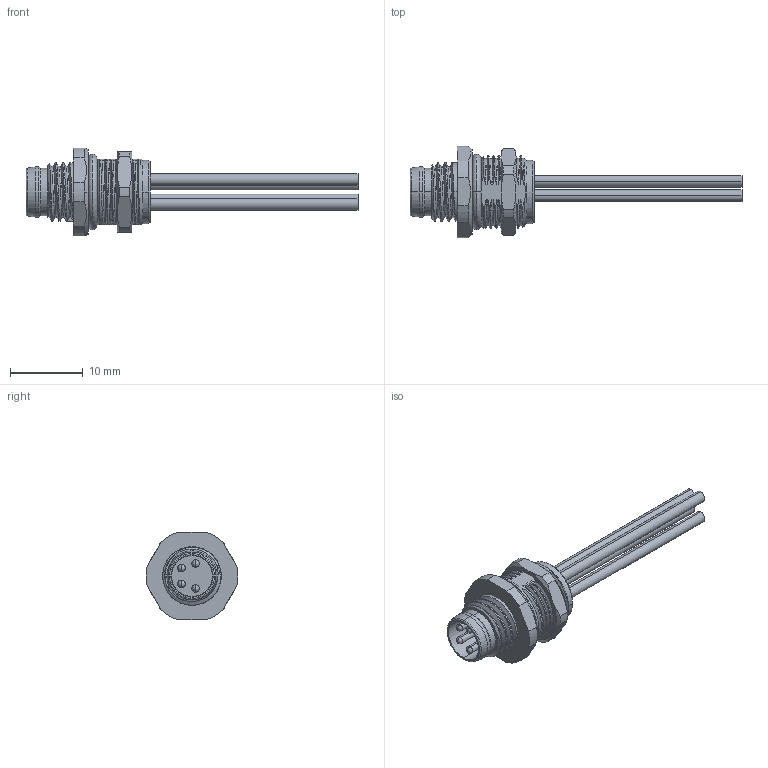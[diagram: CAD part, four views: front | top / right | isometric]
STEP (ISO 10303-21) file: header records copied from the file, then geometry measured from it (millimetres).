
FILE_DESCRIPTION((''),'2;1');
FILE_NAME('HOUSING-4P-MALE-AOCAO44_','2025-09-28T',('gongcheng16'),(''),'PRO/ENGINEER BY PARAMETRIC TECHNOLOGY CORPORATION, 2010280','PRO/ENGINEER BY PARAMETRIC TECHNOLOGY CORPORATION, 2010280','');
FILE_SCHEMA(('CONFIG_CONTROL_DESIGN'));
Length unit declared in the file: millimetre
Products named in the file (1): HOUSING-4P-MALE-AOCAO44_
Bounding box: 45.5 x 12.6 x 12 mm (x, y, z)
Volume: 315.3 mm3; surface area: 3048.5 mm2
Topology: 1 solids, 13 shells, 420 faces, 1009 edges, 631 vertices
Faces by surface type: cylinder 162, plane 105, cone 77, bspline 56, torus 12, sphere 8
Entity records: 24909 total; most frequent: CARTESIAN_POINT 15438, ORIENTED_EDGE 1986, DIRECTION 1886, EDGE_CURVE 993, AXIS2_PLACEMENT_3D 755, VERTEX_POINT 631, EDGE_LOOP 474, FACE_OUTER_BOUND 420
